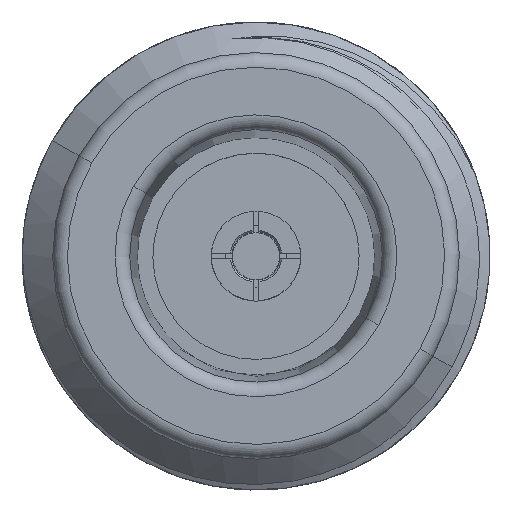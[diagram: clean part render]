
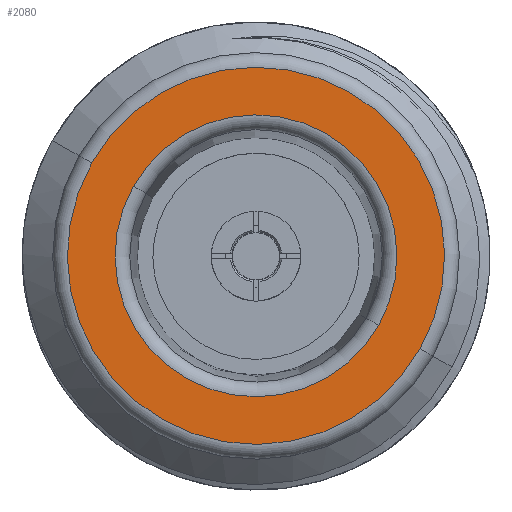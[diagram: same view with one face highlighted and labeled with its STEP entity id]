
A CAD part, top view. The second image highlights one B-rep face of the part: STEP entity #2080.
In plain terms, the highlighted planar face has unit normal (0, 0, 1).
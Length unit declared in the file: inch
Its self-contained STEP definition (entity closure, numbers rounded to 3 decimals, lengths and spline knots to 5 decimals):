
#266 = DIRECTION ( 'NONE',  ( -0.87, 0.493, 0. ) ) ;
#299 = CIRCLE ( 'NONE', #7911, 0.25197 ) ;
#799 = EDGE_LOOP ( 'NONE', ( #7057, #4597 ) ) ;
#834 = EDGE_CURVE ( 'NONE', #8315, #7098, #299, .T. ) ;
#1627 = DIRECTION ( 'NONE',  ( -0.87, 0.493, 0. ) ) ;
#1669 = CARTESIAN_POINT ( 'NONE',  ( 0.16354, -0.10219, 1.26578 ) ) ;
#2049 = AXIS2_PLACEMENT_3D ( 'NONE', #9545, #3216, #2370 ) ;
#2080 = ADVANCED_FACE ( 'NONE', ( #5528, #5090 ), #3393, .T. ) ;
#2370 = DIRECTION ( 'NONE',  ( -0.87, 0.493, 0. ) ) ;
#2482 = DIRECTION ( 'NONE',  ( 0., 0., 1. ) ) ;
#2567 = VERTEX_POINT ( 'NONE', #1669 ) ;
#2690 = CIRCLE ( 'NONE', #2863, 0.25197 ) ;
#2761 = DIRECTION ( 'NONE',  ( 0., 0., -1. ) ) ;
#2863 = AXIS2_PLACEMENT_3D ( 'NONE', #6756, #10934, #10278 ) ;
#2867 = CARTESIAN_POINT ( 'NONE',  ( -0.16418, 0.08344, 1.26578 ) ) ;
#3216 = DIRECTION ( 'NONE',  ( 0., 0., 1. ) ) ;
#3393 = PLANE ( 'NONE',  #2049 ) ;
#3450 = EDGE_LOOP ( 'NONE', ( #4220, #10407 ) ) ;
#4220 = ORIENTED_EDGE ( 'NONE', *, *, #6620, .T. ) ;
#4597 = ORIENTED_EDGE ( 'NONE', *, *, #6002, .T. ) ;
#4614 = CIRCLE ( 'NONE', #8986, 0.18832 ) ;
#5090 = FACE_OUTER_BOUND ( 'NONE', #3450, .T. ) ;
#5528 = FACE_BOUND ( 'NONE', #799, .T. ) ;
#6002 = EDGE_CURVE ( 'NONE', #2567, #7261, #7564, .T. ) ;
#6048 = CARTESIAN_POINT ( 'NONE',  ( -0.21957, 0.1148, 1.26578 ) ) ;
#6620 = EDGE_CURVE ( 'NONE', #7098, #8315, #2690, .T. ) ;
#6756 = CARTESIAN_POINT ( 'NONE',  ( -0.00032, -0.00938, 1.26578 ) ) ;
#7057 = ORIENTED_EDGE ( 'NONE', *, *, #8666, .T. ) ;
#7098 = VERTEX_POINT ( 'NONE', #6048 ) ;
#7261 = VERTEX_POINT ( 'NONE', #2867 ) ;
#7564 = CIRCLE ( 'NONE', #9601, 0.18832 ) ;
#7688 = DIRECTION ( 'NONE',  ( 0., 0., -1. ) ) ;
#7879 = CARTESIAN_POINT ( 'NONE',  ( 0.21892, -0.13355, 1.26578 ) ) ;
#7911 = AXIS2_PLACEMENT_3D ( 'NONE', #9251, #2482, #10182 ) ;
#8315 = VERTEX_POINT ( 'NONE', #7879 ) ;
#8666 = EDGE_CURVE ( 'NONE', #7261, #2567, #4614, .T. ) ;
#8986 = AXIS2_PLACEMENT_3D ( 'NONE', #9646, #2761, #266 ) ;
#9251 = CARTESIAN_POINT ( 'NONE',  ( -0.00032, -0.00938, 1.26578 ) ) ;
#9431 = CARTESIAN_POINT ( 'NONE',  ( -0.00032, -0.00938, 1.26578 ) ) ;
#9545 = CARTESIAN_POINT ( 'NONE',  ( -0.00032, -0.00938, 1.26578 ) ) ;
#9601 = AXIS2_PLACEMENT_3D ( 'NONE', #9431, #7688, #1627 ) ;
#9646 = CARTESIAN_POINT ( 'NONE',  ( -0.00032, -0.00938, 1.26578 ) ) ;
#10182 = DIRECTION ( 'NONE',  ( -0.87, 0.493, 0. ) ) ;
#10278 = DIRECTION ( 'NONE',  ( -0.87, 0.493, 0. ) ) ;
#10407 = ORIENTED_EDGE ( 'NONE', *, *, #834, .T. ) ;
#10934 = DIRECTION ( 'NONE',  ( 0., 0., 1. ) ) ;
